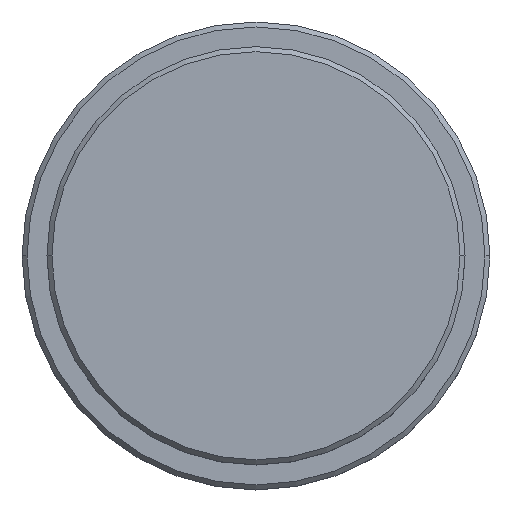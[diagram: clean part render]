
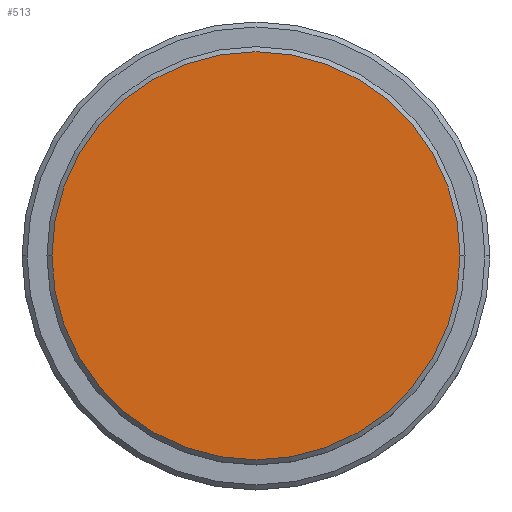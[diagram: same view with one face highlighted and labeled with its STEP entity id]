
A CAD part, top view. The second image highlights one B-rep face of the part: STEP entity #513.
In plain terms, the highlighted planar face has unit normal (0, 0, 1).
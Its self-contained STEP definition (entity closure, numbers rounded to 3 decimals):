
#30 = DIRECTION ( 'NONE',  ( 1., 0., 0. ) ) ;
#96 = VERTEX_POINT ( 'NONE', #217 ) ;
#155 = EDGE_CURVE ( 'NONE', #562, #96, #374, .T. ) ;
#158 = CARTESIAN_POINT ( 'NONE',  ( 0., 0., 0. ) ) ;
#204 = AXIS2_PLACEMENT_3D ( 'NONE', #158, #1269, #595 ) ;
#217 = CARTESIAN_POINT ( 'NONE',  ( -20.5, 0., 0. ) ) ;
#288 = AXIS2_PLACEMENT_3D ( 'NONE', #1383, #934, #30 ) ;
#374 = CIRCLE ( 'NONE', #288, 20.5 ) ;
#465 = EDGE_CURVE ( 'NONE', #96, #562, #951, .T. ) ;
#513 = ADVANCED_FACE ( 'NONE', ( #699 ), #1144, .T. ) ;
#562 = VERTEX_POINT ( 'NONE', #902 ) ;
#595 = DIRECTION ( 'NONE',  ( 1., 0., 0. ) ) ;
#652 = DIRECTION ( 'NONE',  ( 1., 0., 0. ) ) ;
#699 = FACE_OUTER_BOUND ( 'NONE', #962, .T. ) ;
#712 = AXIS2_PLACEMENT_3D ( 'NONE', #1406, #1197, #652 ) ;
#731 = ORIENTED_EDGE ( 'NONE', *, *, #465, .T. ) ;
#902 = CARTESIAN_POINT ( 'NONE',  ( 20.5, 0., 0. ) ) ;
#934 = DIRECTION ( 'NONE',  ( 0., 0., 1. ) ) ;
#951 = CIRCLE ( 'NONE', #712, 20.5 ) ;
#962 = EDGE_LOOP ( 'NONE', ( #731, #1114 ) ) ;
#1114 = ORIENTED_EDGE ( 'NONE', *, *, #155, .T. ) ;
#1144 = PLANE ( 'NONE',  #204 ) ;
#1197 = DIRECTION ( 'NONE',  ( 0., 0., 1. ) ) ;
#1269 = DIRECTION ( 'NONE',  ( 0., 0., 1. ) ) ;
#1383 = CARTESIAN_POINT ( 'NONE',  ( 0., 0., 0. ) ) ;
#1406 = CARTESIAN_POINT ( 'NONE',  ( 0., 0., 0. ) ) ;
